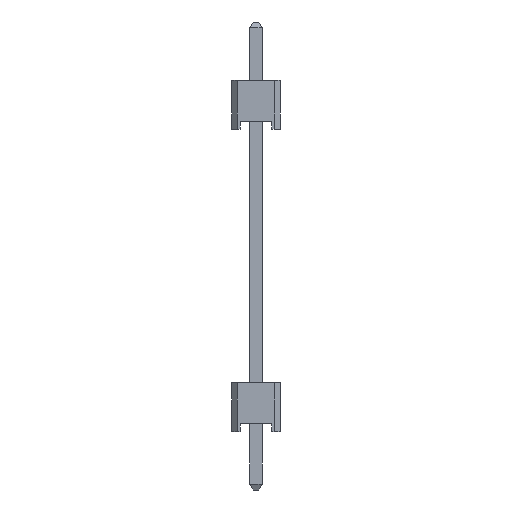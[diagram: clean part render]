
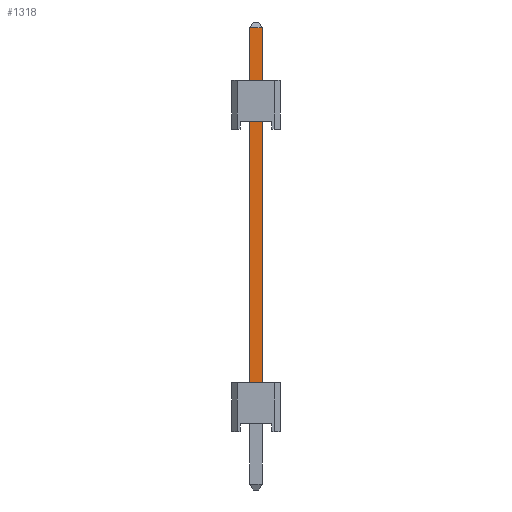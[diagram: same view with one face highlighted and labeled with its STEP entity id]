
A CAD part, left-side view. The second image highlights one B-rep face of the part: STEP entity #1318.
In plain terms, the highlighted planar face has unit normal (-1, 0, 0).
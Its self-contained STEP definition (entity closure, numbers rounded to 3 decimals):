
#159 = CARTESIAN_POINT ( 'NONE',  ( -6.67, 0.32, 24.905 ) ) ;
#794 = VERTEX_POINT ( 'NONE', #16142 ) ;
#1318 = ADVANCED_FACE ( 'NONE', ( #19203 ), #11604, .F. ) ;
#1351 = CARTESIAN_POINT ( 'NONE',  ( -6.67, -0.32, 24.905 ) ) ;
#3152 = ORIENTED_EDGE ( 'NONE', *, *, #12847, .T. ) ;
#3454 = ORIENTED_EDGE ( 'NONE', *, *, #18872, .T. ) ;
#3663 = DIRECTION ( 'NONE',  ( 0., 0., -1. ) ) ;
#4200 = ORIENTED_EDGE ( 'NONE', *, *, #17198, .T. ) ;
#4290 = VECTOR ( 'NONE', #14369, 1000. ) ;
#4528 = CARTESIAN_POINT ( 'NONE',  ( -6.67, 0.32, 24.905 ) ) ;
#4760 = LINE ( 'NONE', #15913, #4290 ) ;
#4810 = AXIS2_PLACEMENT_3D ( 'NONE', #159, #17795, #3663 ) ;
#4937 = ORIENTED_EDGE ( 'NONE', *, *, #12556, .F. ) ;
#7225 = DIRECTION ( 'NONE',  ( 0., 0., -1. ) ) ;
#7441 = EDGE_LOOP ( 'NONE', ( #4937, #3152, #3454, #4200 ) ) ;
#7456 = CARTESIAN_POINT ( 'NONE',  ( -6.67, -0.32, 2.5 ) ) ;
#8484 = LINE ( 'NONE', #14817, #16138 ) ;
#9939 = VECTOR ( 'NONE', #15333, 1000. ) ;
#10203 = CARTESIAN_POINT ( 'NONE',  ( -6.67, 0.32, 2.5 ) ) ;
#11322 = VERTEX_POINT ( 'NONE', #16025 ) ;
#11604 = PLANE ( 'NONE',  #4810 ) ;
#11975 = VERTEX_POINT ( 'NONE', #7456 ) ;
#12556 = EDGE_CURVE ( 'NONE', #794, #11975, #18585, .T. ) ;
#12847 = EDGE_CURVE ( 'NONE', #794, #11322, #8484, .T. ) ;
#13433 = DIRECTION ( 'NONE',  ( 0., 1., 0. ) ) ;
#14369 = DIRECTION ( 'NONE',  ( 0., -1., 0. ) ) ;
#14817 = CARTESIAN_POINT ( 'NONE',  ( -6.67, 0.32, 20.7 ) ) ;
#15250 = VECTOR ( 'NONE', #7225, 1000. ) ;
#15333 = DIRECTION ( 'NONE',  ( 0., 0., -1. ) ) ;
#15913 = CARTESIAN_POINT ( 'NONE',  ( -6.67, 0., 2.5 ) ) ;
#16025 = CARTESIAN_POINT ( 'NONE',  ( -6.67, 0.32, 20.7 ) ) ;
#16138 = VECTOR ( 'NONE', #13433, 1000. ) ;
#16142 = CARTESIAN_POINT ( 'NONE',  ( -6.67, -0.32, 20.7 ) ) ;
#16624 = LINE ( 'NONE', #4528, #15250 ) ;
#16878 = VERTEX_POINT ( 'NONE', #10203 ) ;
#17198 = EDGE_CURVE ( 'NONE', #16878, #11975, #4760, .T. ) ;
#17795 = DIRECTION ( 'NONE',  ( 1., 0., 0. ) ) ;
#18585 = LINE ( 'NONE', #1351, #9939 ) ;
#18872 = EDGE_CURVE ( 'NONE', #11322, #16878, #16624, .T. ) ;
#19203 = FACE_OUTER_BOUND ( 'NONE', #7441, .T. ) ;
